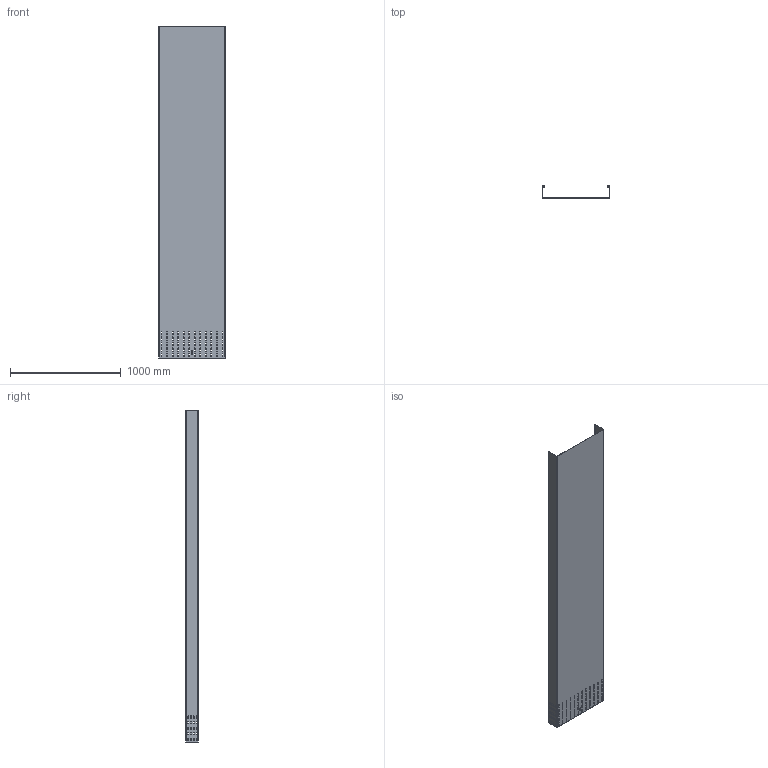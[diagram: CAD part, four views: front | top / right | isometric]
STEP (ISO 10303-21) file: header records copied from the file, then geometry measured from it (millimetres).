
FILE_DESCRIPTION (( 'STEP AP214' ), '1' );
FILE_NAME ('6061733.STEP', '2025-08-25T08:39:12', ( '' ), ( '' ), 'SwSTEP 2.0', 'SolidWorks 2024', '' );
FILE_SCHEMA (( 'AUTOMOTIVE_DESIGN' ));
Length unit declared in the file: millimetre
Products named in the file (1): 6061733
Bounding box: 600 x 111 x 3000 mm (x, y, z)
Volume: 3768048.9 mm3; surface area: 5052787.7 mm2
Topology: 1 solids, 1 shells, 503 faces, 1479 edges, 978 vertices
Faces by surface type: cylinder 271, plane 232
Entity records: 17310 total; most frequent: DIRECTION 3029, CARTESIAN_POINT 2961, ORIENTED_EDGE 2958, EDGE_CURVE 1479, AXIS2_PLACEMENT_3D 1046, VERTEX_POINT 978, VECTOR 937, LINE 937
